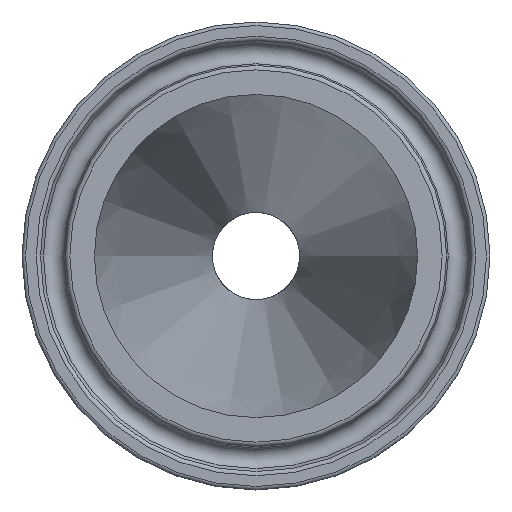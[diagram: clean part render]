
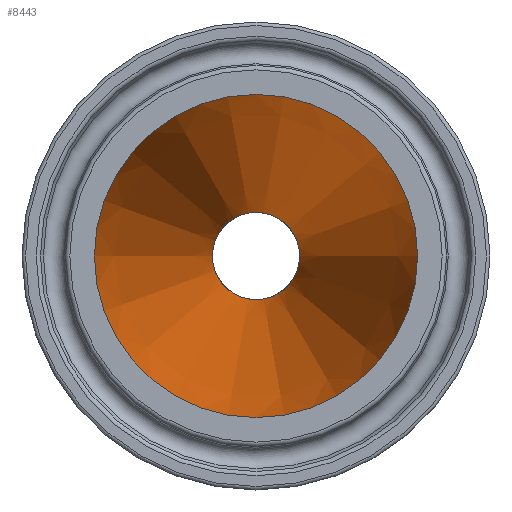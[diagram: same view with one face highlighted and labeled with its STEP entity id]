
A CAD part, left-side view. The second image highlights one B-rep face of the part: STEP entity #8443.
In plain terms, the highlighted conical face has half-angle 11.31 degrees and reference radius 11.049 mm.
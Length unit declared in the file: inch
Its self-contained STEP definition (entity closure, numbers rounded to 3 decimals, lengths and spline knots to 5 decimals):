
#86=CIRCLE('',#8991,0.185);
#87=CIRCLE('',#8992,0.185);
#88=CIRCLE('',#8994,0.685);
#89=CIRCLE('',#8995,0.685);
#1018=FACE_OUTER_BOUND('',#1521,.T.);
#1521=EDGE_LOOP('',(#7768,#7769,#7770,#7771,#7772,#7773));
#2076=LINE('',#18482,#2616);
#2616=VECTOR('',#10624,0.435);
#4052=VERTEX_POINT('',#18476);
#4053=VERTEX_POINT('',#18477);
#4054=VERTEX_POINT('',#18481);
#4055=VERTEX_POINT('',#18483);
#5303=EDGE_CURVE('',#4052,#4053,#86,.T.);
#5304=EDGE_CURVE('',#4053,#4052,#87,.T.);
#5305=EDGE_CURVE('',#4053,#4054,#2076,.T.);
#5306=EDGE_CURVE('',#4055,#4054,#88,.T.);
#5307=EDGE_CURVE('',#4054,#4055,#89,.T.);
#7768=ORIENTED_EDGE('',*,*,#5303,.T.);
#7769=ORIENTED_EDGE('',*,*,#5305,.T.);
#7770=ORIENTED_EDGE('',*,*,#5306,.F.);
#7771=ORIENTED_EDGE('',*,*,#5307,.F.);
#7772=ORIENTED_EDGE('',*,*,#5305,.F.);
#7773=ORIENTED_EDGE('',*,*,#5304,.T.);
#7939=CONICAL_SURFACE('',#8993,0.435,0.197);
#8443=ADVANCED_FACE('',(#1018),#7939,.F.);
#8991=AXIS2_PLACEMENT_3D('',#18478,#10618,#10619);
#8992=AXIS2_PLACEMENT_3D('',#18479,#10620,#10621);
#8993=AXIS2_PLACEMENT_3D('',#18480,#10622,#10623);
#8994=AXIS2_PLACEMENT_3D('',#18484,#10625,#10626);
#8995=AXIS2_PLACEMENT_3D('',#18485,#10627,#10628);
#10618=DIRECTION('center_axis',(1.,0.,0.));
#10619=DIRECTION('ref_axis',(0.,-1.,0.));
#10620=DIRECTION('center_axis',(1.,0.,0.));
#10621=DIRECTION('ref_axis',(0.,-1.,0.));
#10622=DIRECTION('center_axis',(-1.,0.,0.));
#10623=DIRECTION('ref_axis',(0.,-1.,0.));
#10624=DIRECTION('',(-0.981,0.196,0.));
#10625=DIRECTION('center_axis',(1.,0.,0.));
#10626=DIRECTION('ref_axis',(0.,-1.,0.));
#10627=DIRECTION('center_axis',(1.,0.,0.));
#10628=DIRECTION('ref_axis',(0.,-1.,0.));
#18476=CARTESIAN_POINT('',(3.08998,-0.00891,-0.85864));
#18477=CARTESIAN_POINT('',(3.08998,0.36109,-0.85864));
#18478=CARTESIAN_POINT('Origin',(3.08998,0.17609,-0.85864));
#18479=CARTESIAN_POINT('Origin',(3.08998,0.17609,-0.85864));
#18480=CARTESIAN_POINT('Origin',(1.83998,0.17609,-0.85864));
#18481=CARTESIAN_POINT('',(0.58998,0.86109,-0.85864));
#18482=CARTESIAN_POINT('',(1.83998,0.61109,-0.85864));
#18483=CARTESIAN_POINT('',(0.58998,-0.50891,-0.85864));
#18484=CARTESIAN_POINT('Origin',(0.58998,0.17609,-0.85864));
#18485=CARTESIAN_POINT('Origin',(0.58998,0.17609,-0.85864));
